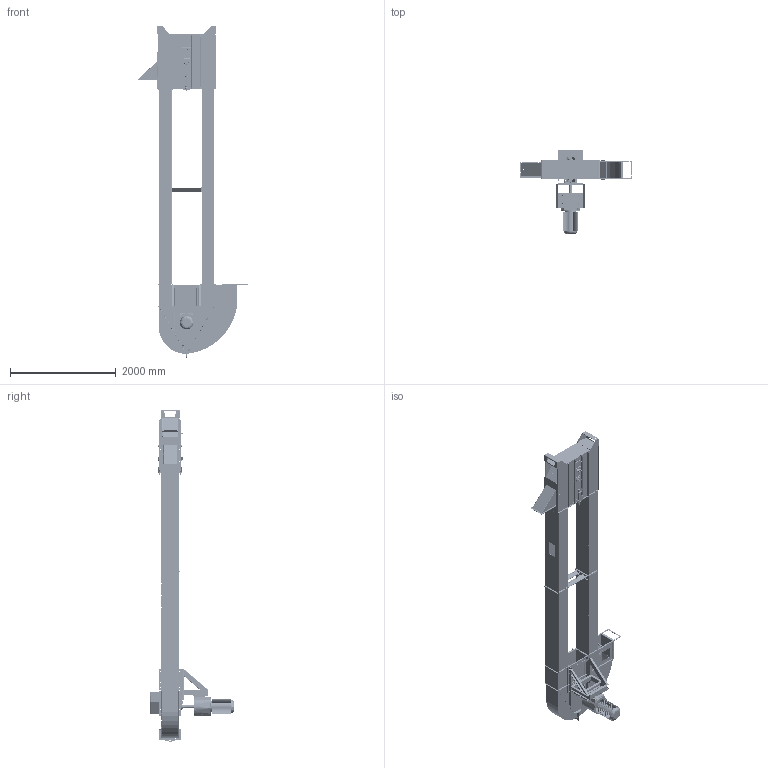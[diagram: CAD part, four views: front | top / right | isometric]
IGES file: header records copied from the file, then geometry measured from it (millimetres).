
Start section: SolidWorks IGES file using analytic representation for surfaces
Global section: file name: be 250 bootm assemblly.IGS; native system: SolidWorks 2010; preprocessor: SolidWorks 2010; author: Narsingh; date: 140121.173439; units: millimetre
Bounding box: 2114.99 x 1587.8 x 6289.69 mm (x, y, z)
Surface area: 56976354.4 mm2 (no closed solid volume)
Topology: 0 solids, 0 shells, 8284 faces, 129974 edges, 129966 vertices
Faces by surface type: bspline 4402, revolution 3882
